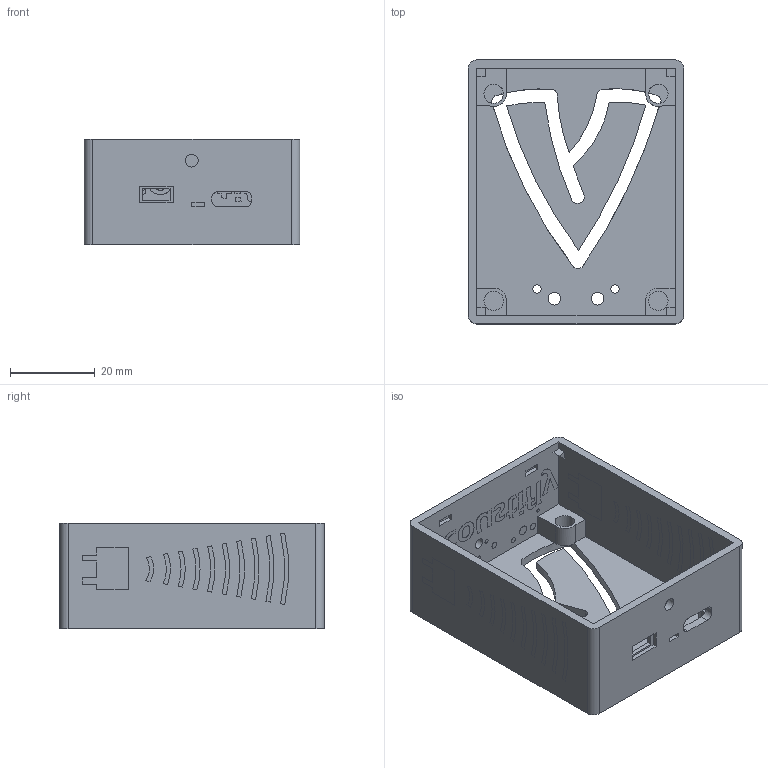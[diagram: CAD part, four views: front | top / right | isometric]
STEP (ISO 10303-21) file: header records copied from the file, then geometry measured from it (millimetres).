
FILE_DESCRIPTION(/* description */ (''),/* implementation_level */ '2;1');
FILE_NAME(/* name */ 'acoustifly_v8_housing.stp',/* time_stamp */ '2024-05-30T09:29:21+02:00',/* author */ ('Jannik Fritsch'),/* organization */ (''),/* preprocessor_version */ 'ST-DEVELOPER v19.2',/* originating_system */ 'Autodesk Inventor 2024',/* authorisation */ '');
FILE_SCHEMA (('AUTOMOTIVE_DESIGN { 1 0 10303 214 3 1 1 }'));
Length unit declared in the file: millimetre
Products named in the file (6): acoustifly_v8_v1_zusammenführung; housing_v8; stars_front_neg; transducer_side_negativ; A_v6; Part2
Assembly tree (6 placements, depth 2):
  acoustifly_v8_v1_zusammenführung
    housing_v8
    stars_front_neg
    transducer_side_negativ  x2
    A_v6
    Part2
Bounding box: 51 x 62.5 x 25 mm (x, y, z)
Volume: 15945.5 mm3; surface area: 20330.3 mm2
Topology: 47 solids, 47 shells, 952 faces, 2557 edges, 1702 vertices
Faces by surface type: bspline 422, plane 381, cylinder 149
Full cylindrical faces by diameter (mm): 0.783 x2, 0.821 x2, 1.025 x2, 1.26 x2, 1.33 x2, 1.338 x2, 1.436 x2, 1.609 x2, 1.805 x2, 2 x2, 2.307 x2, 2.438 x1, 3 x3, 4.6 x4
Entity records: 32088 total; most frequent: CARTESIAN_POINT 12052, ORIENTED_EDGE 4790, DIRECTION 2753, EDGE_CURVE 2395, VERTEX_POINT 1594, LINE 1283, VECTOR 1283, EDGE_LOOP 995
